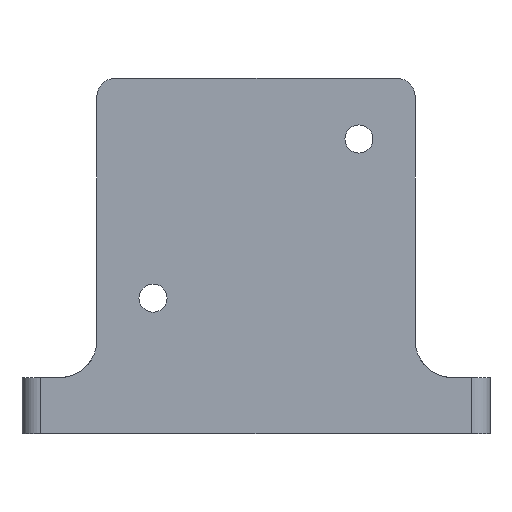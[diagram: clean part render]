
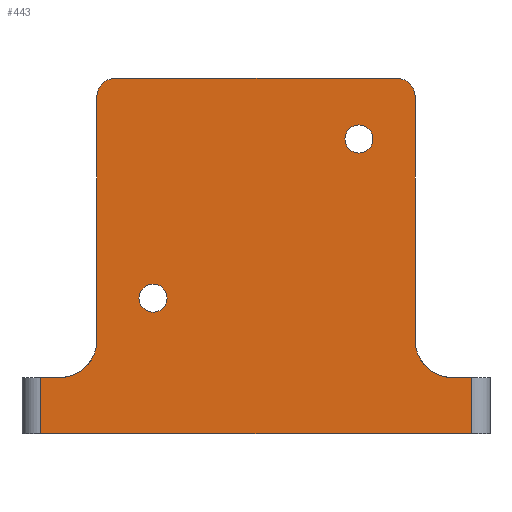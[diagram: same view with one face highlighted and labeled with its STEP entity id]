
A CAD part, front view. The second image highlights one B-rep face of the part: STEP entity #443.
In plain terms, the highlighted planar face has unit normal (0, -1, 0).
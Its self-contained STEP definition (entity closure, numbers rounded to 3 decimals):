
#21=FACE_BOUND('',#85,.T.);
#22=FACE_BOUND('',#86,.T.);
#32=PLANE('',#504);
#55=FACE_OUTER_BOUND('',#84,.T.);
#84=EDGE_LOOP('',(#394,#395,#396,#397,#398,#399,#400,#401,#402,#403,#404,
#405));
#85=EDGE_LOOP('',(#406));
#86=EDGE_LOOP('',(#407));
#89=CIRCLE('',#459,2.);
#90=CIRCLE('',#464,2.);
#107=CIRCLE('',#494,1.);
#108=CIRCLE('',#496,1.);
#109=CIRCLE('',#500,0.75);
#110=CIRCLE('',#502,0.75);
#119=LINE('',#665,#156);
#122=LINE('',#680,#159);
#124=LINE('',#687,#161);
#129=LINE('',#699,#166);
#132=LINE('',#715,#169);
#136=LINE('',#724,#173);
#138=LINE('',#730,#175);
#147=LINE('',#761,#184);
#156=VECTOR('',#531,10.);
#159=VECTOR('',#546,10.);
#161=VECTOR('',#552,10.);
#166=VECTOR('',#563,10.);
#169=VECTOR('',#578,10.);
#173=VECTOR('',#588,10.);
#175=VECTOR('',#594,10.);
#184=VECTOR('',#635,10.);
#186=VERTEX_POINT('',#641);
#187=VERTEX_POINT('',#643);
#191=VERTEX_POINT('',#655);
#192=VERTEX_POINT('',#657);
#194=VERTEX_POINT('',#663);
#200=VERTEX_POINT('',#679);
#202=VERTEX_POINT('',#684);
#203=VERTEX_POINT('',#686);
#207=VERTEX_POINT('',#698);
#214=VERTEX_POINT('',#714);
#221=VERTEX_POINT('',#741);
#222=VERTEX_POINT('',#745);
#223=VERTEX_POINT('',#753);
#224=VERTEX_POINT('',#757);
#226=EDGE_CURVE('',#186,#187,#89,.T.);
#233=EDGE_CURVE('',#191,#192,#90,.T.);
#237=EDGE_CURVE('',#186,#194,#119,.T.);
#244=EDGE_CURVE('',#200,#192,#122,.T.);
#247=EDGE_CURVE('',#202,#203,#124,.T.);
#253=EDGE_CURVE('',#207,#203,#129,.T.);
#261=EDGE_CURVE('',#207,#214,#132,.T.);
#266=EDGE_CURVE('',#202,#187,#136,.T.);
#270=EDGE_CURVE('',#191,#214,#138,.T.);
#275=EDGE_CURVE('',#200,#221,#107,.T.);
#277=EDGE_CURVE('',#222,#194,#108,.T.);
#281=EDGE_CURVE('',#223,#223,#109,.T.);
#283=EDGE_CURVE('',#224,#224,#110,.T.);
#285=EDGE_CURVE('',#222,#221,#147,.T.);
#394=ORIENTED_EDGE('',*,*,#247,.F.);
#395=ORIENTED_EDGE('',*,*,#266,.T.);
#396=ORIENTED_EDGE('',*,*,#226,.F.);
#397=ORIENTED_EDGE('',*,*,#237,.T.);
#398=ORIENTED_EDGE('',*,*,#277,.F.);
#399=ORIENTED_EDGE('',*,*,#285,.T.);
#400=ORIENTED_EDGE('',*,*,#275,.F.);
#401=ORIENTED_EDGE('',*,*,#244,.T.);
#402=ORIENTED_EDGE('',*,*,#233,.F.);
#403=ORIENTED_EDGE('',*,*,#270,.T.);
#404=ORIENTED_EDGE('',*,*,#261,.F.);
#405=ORIENTED_EDGE('',*,*,#253,.T.);
#406=ORIENTED_EDGE('',*,*,#281,.T.);
#407=ORIENTED_EDGE('',*,*,#283,.T.);
#443=ADVANCED_FACE('',(#55,#21,#22),#32,.F.);
#459=AXIS2_PLACEMENT_3D('',#644,#510,#511);
#464=AXIS2_PLACEMENT_3D('',#658,#524,#525);
#494=AXIS2_PLACEMENT_3D('',#742,#609,#610);
#496=AXIS2_PLACEMENT_3D('',#746,#614,#615);
#500=AXIS2_PLACEMENT_3D('',#754,#625,#626);
#502=AXIS2_PLACEMENT_3D('',#758,#630,#631);
#504=AXIS2_PLACEMENT_3D('',#762,#636,#637);
#510=DIRECTION('center_axis',(0.,-1.,0.));
#511=DIRECTION('ref_axis',(-0.707,0.,-0.707));
#524=DIRECTION('center_axis',(0.,-1.,0.));
#525=DIRECTION('ref_axis',(0.707,0.,-0.707));
#531=DIRECTION('',(0.,0.,1.));
#546=DIRECTION('',(0.,0.,-1.));
#552=DIRECTION('',(0.,0.,-1.));
#563=DIRECTION('',(1.,0.,0.));
#578=DIRECTION('',(0.,0.,1.));
#588=DIRECTION('',(-1.,0.,0.));
#594=DIRECTION('',(-1.,0.,0.));
#609=DIRECTION('center_axis',(0.,1.,0.));
#610=DIRECTION('ref_axis',(-0.707,0.,0.707));
#614=DIRECTION('center_axis',(0.,1.,0.));
#615=DIRECTION('ref_axis',(0.707,0.,0.707));
#625=DIRECTION('center_axis',(0.,1.,0.));
#626=DIRECTION('ref_axis',(1.,0.,0.));
#630=DIRECTION('center_axis',(0.,1.,0.));
#631=DIRECTION('ref_axis',(1.,0.,0.));
#635=DIRECTION('',(-1.,0.,0.));
#636=DIRECTION('center_axis',(0.,1.,0.));
#637=DIRECTION('ref_axis',(1.,0.,0.));
#641=CARTESIAN_POINT('',(17.,-2.,-14.));
#643=CARTESIAN_POINT('',(19.,-2.,-16.));
#644=CARTESIAN_POINT('Origin',(19.,-2.,-14.));
#655=CARTESIAN_POINT('',(-2.,-2.,-16.));
#657=CARTESIAN_POINT('',(0.,-2.,-14.));
#658=CARTESIAN_POINT('Origin',(-2.,-2.,-14.));
#663=CARTESIAN_POINT('',(17.,-2.,-1.));
#665=CARTESIAN_POINT('',(17.,-2.,0.));
#679=CARTESIAN_POINT('',(0.,-2.,-1.));
#680=CARTESIAN_POINT('',(0.,-2.,-16.));
#684=CARTESIAN_POINT('',(20.,-2.,-16.));
#686=CARTESIAN_POINT('',(20.,-2.,-19.));
#687=CARTESIAN_POINT('',(20.,-2.,-12.));
#698=CARTESIAN_POINT('',(-3.,-2.,-19.));
#699=CARTESIAN_POINT('',(-4.,-2.,-19.));
#714=CARTESIAN_POINT('',(-3.,-2.,-16.));
#715=CARTESIAN_POINT('',(-3.,-2.,-13.5));
#724=CARTESIAN_POINT('',(21.,-2.,-16.));
#730=CARTESIAN_POINT('',(21.,-2.,-16.));
#741=CARTESIAN_POINT('',(1.,-2.,0.));
#742=CARTESIAN_POINT('Origin',(1.,-2.,-1.));
#745=CARTESIAN_POINT('',(16.,-2.,0.));
#746=CARTESIAN_POINT('Origin',(16.,-2.,-1.));
#753=CARTESIAN_POINT('',(13.25,-2.,-3.25));
#754=CARTESIAN_POINT('Origin',(14.,-2.,-3.25));
#757=CARTESIAN_POINT('',(2.25,-2.,-11.75));
#758=CARTESIAN_POINT('Origin',(3.,-2.,-11.75));
#761=CARTESIAN_POINT('',(0.,-2.,0.));
#762=CARTESIAN_POINT('Origin',(8.5,-2.,-8.));
